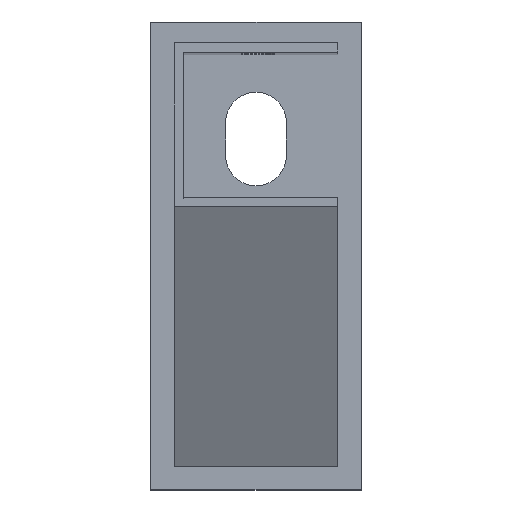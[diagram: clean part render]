
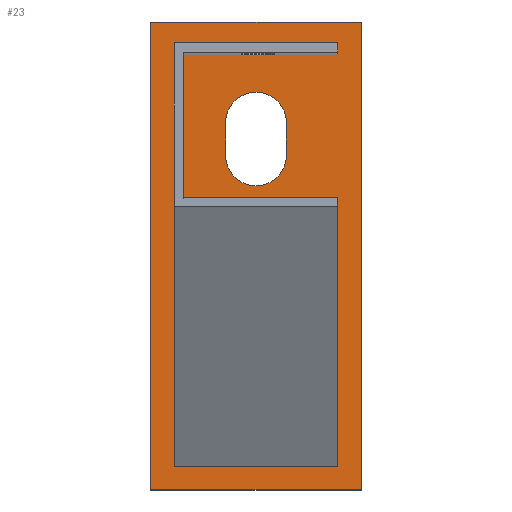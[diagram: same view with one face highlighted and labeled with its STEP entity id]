
A CAD part, top view. The second image highlights one B-rep face of the part: STEP entity #23.
In plain terms, the highlighted planar face has unit normal (0, 0, 1).
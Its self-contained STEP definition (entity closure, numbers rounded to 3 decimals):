
#20 = VERTEX_POINT ( 'NONE', #472 ) ;
#23 = ADVANCED_FACE ( 'NONE', ( #178, #782, #297 ), #772, .F. ) ;
#57 = DIRECTION ( 'NONE',  ( 0., 1., 0. ) ) ;
#73 = VERTEX_POINT ( 'NONE', #509 ) ;
#79 = EDGE_CURVE ( 'NONE', #481, #1961, #1666, .T. ) ;
#95 = VECTOR ( 'NONE', #2049, 1000. ) ;
#101 = EDGE_LOOP ( 'NONE', ( #1593, #466, #1449, #1065, #1871, #1668, #528, #2065 ) ) ;
#129 = DIRECTION ( 'NONE',  ( 0., -1., 0. ) ) ;
#137 = CARTESIAN_POINT ( 'NONE',  ( 5., 95., 6. ) ) ;
#153 = EDGE_CURVE ( 'NONE', #621, #481, #1304, .T. ) ;
#164 = VECTOR ( 'NONE', #742, 1000. ) ;
#167 = VERTEX_POINT ( 'NONE', #998 ) ;
#171 = CARTESIAN_POINT ( 'NONE',  ( 29., 78.5, 6. ) ) ;
#178 = FACE_BOUND ( 'NONE', #2068, .T. ) ;
#190 = ORIENTED_EDGE ( 'NONE', *, *, #1161, .T. ) ;
#214 = CARTESIAN_POINT ( 'NONE',  ( 16., 71.5, 6. ) ) ;
#259 = CARTESIAN_POINT ( 'NONE',  ( 40., 93., 6. ) ) ;
#276 = LINE ( 'NONE', #137, #164 ) ;
#297 = FACE_OUTER_BOUND ( 'NONE', #1346, .T. ) ;
#326 = CIRCLE ( 'NONE', #394, 6.5 ) ;
#394 = AXIS2_PLACEMENT_3D ( 'NONE', #1884, #1251, #1076 ) ;
#403 = EDGE_CURVE ( 'NONE', #1453, #1966, #926, .T. ) ;
#448 = DIRECTION ( 'NONE',  ( 0., 1., 0. ) ) ;
#454 = EDGE_CURVE ( 'NONE', #1008, #1385, #1255, .T. ) ;
#466 = ORIENTED_EDGE ( 'NONE', *, *, #1272, .F. ) ;
#471 = VERTEX_POINT ( 'NONE', #1333 ) ;
#472 = CARTESIAN_POINT ( 'NONE',  ( 45., 0., 6. ) ) ;
#481 = VERTEX_POINT ( 'NONE', #1611 ) ;
#486 = VECTOR ( 'NONE', #1781, 1000. ) ;
#506 = LINE ( 'NONE', #1779, #720 ) ;
#507 = EDGE_CURVE ( 'NONE', #20, #73, #1651, .T. ) ;
#509 = CARTESIAN_POINT ( 'NONE',  ( 45., 100., 6. ) ) ;
#528 = ORIENTED_EDGE ( 'NONE', *, *, #1426, .F. ) ;
#543 = DIRECTION ( 'NONE',  ( 0., 0., -1. ) ) ;
#564 = DIRECTION ( 'NONE',  ( -1., 0., 0. ) ) ;
#594 = DIRECTION ( 'NONE',  ( 1., 0., 0. ) ) ;
#606 = EDGE_CURVE ( 'NONE', #2035, #1395, #506, .T. ) ;
#608 = CARTESIAN_POINT ( 'NONE',  ( 40., 5., 6. ) ) ;
#618 = VECTOR ( 'NONE', #1488, 1000. ) ;
#621 = VERTEX_POINT ( 'NONE', #668 ) ;
#649 = DIRECTION ( 'NONE',  ( 0., 0., -1. ) ) ;
#668 = CARTESIAN_POINT ( 'NONE',  ( 7., 7., 6. ) ) ;
#685 = CARTESIAN_POINT ( 'NONE',  ( 40., 5., 6. ) ) ;
#701 = ORIENTED_EDGE ( 'NONE', *, *, #507, .T. ) ;
#710 = LINE ( 'NONE', #988, #1688 ) ;
#715 = VECTOR ( 'NONE', #1918, 1000. ) ;
#720 = VECTOR ( 'NONE', #1166, 1000. ) ;
#742 = DIRECTION ( 'NONE',  ( -1., 0., 0. ) ) ;
#752 = VERTEX_POINT ( 'NONE', #1116 ) ;
#766 = LINE ( 'NONE', #1411, #1963 ) ;
#772 = PLANE ( 'NONE',  #1751 ) ;
#782 = FACE_BOUND ( 'NONE', #101, .T. ) ;
#793 = EDGE_CURVE ( 'NONE', #1005, #752, #1412, .T. ) ;
#806 = CARTESIAN_POINT ( 'NONE',  ( 0., 0., 6. ) ) ;
#823 = ORIENTED_EDGE ( 'NONE', *, *, #793, .T. ) ;
#839 = LINE ( 'NONE', #1483, #853 ) ;
#853 = VECTOR ( 'NONE', #57, 1000. ) ;
#905 = LINE ( 'NONE', #2043, #1934 ) ;
#926 = LINE ( 'NONE', #1568, #715 ) ;
#948 = ORIENTED_EDGE ( 'NONE', *, *, #1542, .T. ) ;
#988 = CARTESIAN_POINT ( 'NONE',  ( 7., 7., 6. ) ) ;
#998 = CARTESIAN_POINT ( 'NONE',  ( 40., 95., 6. ) ) ;
#1005 = VERTEX_POINT ( 'NONE', #214 ) ;
#1008 = VERTEX_POINT ( 'NONE', #685 ) ;
#1013 = ORIENTED_EDGE ( 'NONE', *, *, #606, .T. ) ;
#1015 = EDGE_CURVE ( 'NONE', #1961, #167, #839, .T. ) ;
#1041 = LINE ( 'NONE', #1674, #1398 ) ;
#1065 = ORIENTED_EDGE ( 'NONE', *, *, #1015, .F. ) ;
#1076 = DIRECTION ( 'NONE',  ( -1., 0., 0. ) ) ;
#1111 = CARTESIAN_POINT ( 'NONE',  ( 0., 0., 6. ) ) ;
#1116 = CARTESIAN_POINT ( 'NONE',  ( 16., 78.5, 6. ) ) ;
#1144 = VERTEX_POINT ( 'NONE', #1495 ) ;
#1161 = EDGE_CURVE ( 'NONE', #1966, #1005, #1191, .T. ) ;
#1166 = DIRECTION ( 'NONE',  ( 0., -1., 0. ) ) ;
#1191 = CIRCLE ( 'NONE', #1295, 6.5 ) ;
#1195 = DIRECTION ( 'NONE',  ( -1., 0., 0. ) ) ;
#1251 = DIRECTION ( 'NONE',  ( 0., 0., -1. ) ) ;
#1253 = VECTOR ( 'NONE', #448, 1000. ) ;
#1255 = LINE ( 'NONE', #608, #1253 ) ;
#1272 = EDGE_CURVE ( 'NONE', #471, #1144, #766, .T. ) ;
#1283 = DIRECTION ( 'NONE',  ( -1., 0., 0. ) ) ;
#1295 = AXIS2_PLACEMENT_3D ( 'NONE', #1984, #543, #564 ) ;
#1304 = LINE ( 'NONE', #1945, #486 ) ;
#1309 = ORIENTED_EDGE ( 'NONE', *, *, #1589, .T. ) ;
#1310 = DIRECTION ( 'NONE',  ( 0., 1., 0. ) ) ;
#1311 = EDGE_CURVE ( 'NONE', #1144, #1008, #1738, .T. ) ;
#1323 = VECTOR ( 'NONE', #1310, 1000. ) ;
#1328 = VECTOR ( 'NONE', #594, 1000. ) ;
#1333 = CARTESIAN_POINT ( 'NONE',  ( 5., 95., 6. ) ) ;
#1346 = EDGE_LOOP ( 'NONE', ( #948, #701, #2007, #1013 ) ) ;
#1350 = CARTESIAN_POINT ( 'NONE',  ( 40., 7., 6. ) ) ;
#1385 = VERTEX_POINT ( 'NONE', #1350 ) ;
#1395 = VERTEX_POINT ( 'NONE', #806 ) ;
#1397 = DIRECTION ( 'NONE',  ( 1., 0., 0. ) ) ;
#1398 = VECTOR ( 'NONE', #1397, 1000. ) ;
#1411 = CARTESIAN_POINT ( 'NONE',  ( 5., 95., 6. ) ) ;
#1412 = LINE ( 'NONE', #1708, #95 ) ;
#1420 = CARTESIAN_POINT ( 'NONE',  ( 5., 5., 6. ) ) ;
#1426 = EDGE_CURVE ( 'NONE', #1385, #621, #710, .T. ) ;
#1449 = ORIENTED_EDGE ( 'NONE', *, *, #1503, .F. ) ;
#1453 = VERTEX_POINT ( 'NONE', #171 ) ;
#1483 = CARTESIAN_POINT ( 'NONE',  ( 40., 95., 6. ) ) ;
#1484 = ORIENTED_EDGE ( 'NONE', *, *, #403, .T. ) ;
#1488 = DIRECTION ( 'NONE',  ( 1., 0., 0. ) ) ;
#1495 = CARTESIAN_POINT ( 'NONE',  ( 5., 5., 6. ) ) ;
#1503 = EDGE_CURVE ( 'NONE', #167, #471, #276, .T. ) ;
#1505 = EDGE_CURVE ( 'NONE', #73, #2035, #905, .T. ) ;
#1519 = CARTESIAN_POINT ( 'NONE',  ( 29., 71.5, 6. ) ) ;
#1542 = EDGE_CURVE ( 'NONE', #1395, #20, #1041, .T. ) ;
#1568 = CARTESIAN_POINT ( 'NONE',  ( 29., 0., 6. ) ) ;
#1589 = EDGE_CURVE ( 'NONE', #752, #1453, #326, .T. ) ;
#1593 = ORIENTED_EDGE ( 'NONE', *, *, #1311, .F. ) ;
#1611 = CARTESIAN_POINT ( 'NONE',  ( 7., 93., 6. ) ) ;
#1644 = CARTESIAN_POINT ( 'NONE',  ( 45., 100., 6. ) ) ;
#1651 = LINE ( 'NONE', #1644, #1323 ) ;
#1666 = LINE ( 'NONE', #1962, #618 ) ;
#1668 = ORIENTED_EDGE ( 'NONE', *, *, #153, .F. ) ;
#1674 = CARTESIAN_POINT ( 'NONE',  ( 45., 0., 6. ) ) ;
#1688 = VECTOR ( 'NONE', #1283, 1000. ) ;
#1708 = CARTESIAN_POINT ( 'NONE',  ( 16., 0., 6. ) ) ;
#1738 = LINE ( 'NONE', #1420, #1328 ) ;
#1751 = AXIS2_PLACEMENT_3D ( 'NONE', #1111, #649, #2045 ) ;
#1779 = CARTESIAN_POINT ( 'NONE',  ( 0., 0., 6. ) ) ;
#1781 = DIRECTION ( 'NONE',  ( 0., 1., 0. ) ) ;
#1871 = ORIENTED_EDGE ( 'NONE', *, *, #79, .F. ) ;
#1884 = CARTESIAN_POINT ( 'NONE',  ( 22.5, 78.5, 6. ) ) ;
#1903 = CARTESIAN_POINT ( 'NONE',  ( 0., 100., 6. ) ) ;
#1918 = DIRECTION ( 'NONE',  ( 0., -1., 0. ) ) ;
#1934 = VECTOR ( 'NONE', #1195, 1000. ) ;
#1945 = CARTESIAN_POINT ( 'NONE',  ( 7., 93., 6. ) ) ;
#1961 = VERTEX_POINT ( 'NONE', #259 ) ;
#1962 = CARTESIAN_POINT ( 'NONE',  ( 7., 93., 6. ) ) ;
#1963 = VECTOR ( 'NONE', #129, 1000. ) ;
#1966 = VERTEX_POINT ( 'NONE', #1519 ) ;
#1984 = CARTESIAN_POINT ( 'NONE',  ( 22.5, 71.5, 6. ) ) ;
#2007 = ORIENTED_EDGE ( 'NONE', *, *, #1505, .T. ) ;
#2035 = VERTEX_POINT ( 'NONE', #1903 ) ;
#2043 = CARTESIAN_POINT ( 'NONE',  ( 0., 100., 6. ) ) ;
#2045 = DIRECTION ( 'NONE',  ( -1., 0., 0. ) ) ;
#2049 = DIRECTION ( 'NONE',  ( 0., 1., 0. ) ) ;
#2065 = ORIENTED_EDGE ( 'NONE', *, *, #454, .F. ) ;
#2068 = EDGE_LOOP ( 'NONE', ( #823, #1309, #1484, #190 ) ) ;
